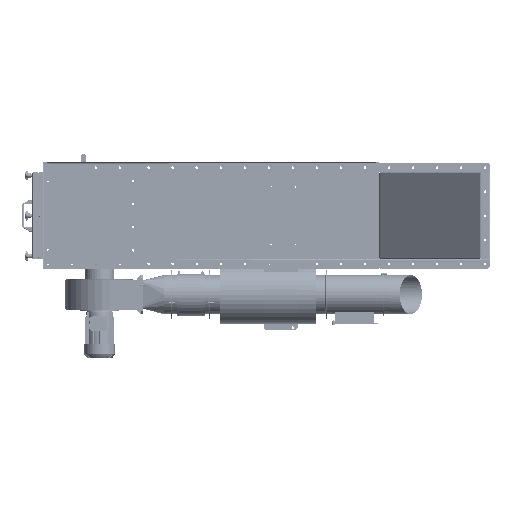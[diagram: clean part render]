
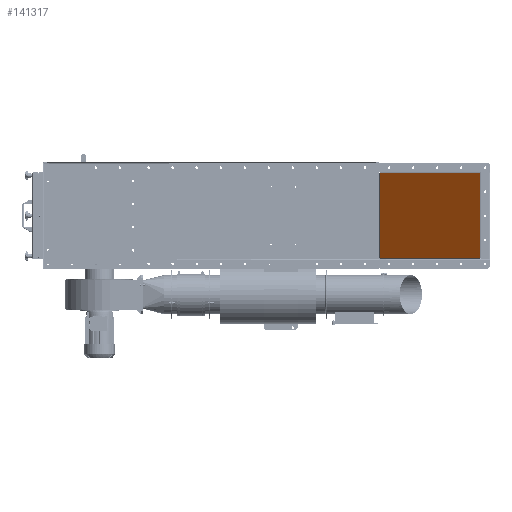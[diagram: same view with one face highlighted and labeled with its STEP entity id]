
A CAD part, front view. The second image highlights one B-rep face of the part: STEP entity #141317.
In plain terms, the highlighted face is planar.
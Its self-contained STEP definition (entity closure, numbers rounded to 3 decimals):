
#2845 = CARTESIAN_POINT ( 'NONE',  ( -220.6, 518.709, 1.304 ) ) ;
#6234 = VERTEX_POINT ( 'NONE', #54295 ) ;
#12258 = DIRECTION ( 'NONE',  ( 0., -0.71, -0.704 ) ) ;
#13150 = CARTESIAN_POINT ( 'NONE',  ( -220.6, 518.709, 1.304 ) ) ;
#16222 = CARTESIAN_POINT ( 'NONE',  ( -220.6, 1.274, 523.714 ) ) ;
#17066 = CARTESIAN_POINT ( 'NONE',  ( 220.6, 0., 525. ) ) ;
#21167 = VERTEX_POINT ( 'NONE', #111832 ) ;
#22703 = LINE ( 'NONE', #33939, #127373 ) ;
#24189 = CARTESIAN_POINT ( 'NONE',  ( 220.6, 517.301, 2.725 ) ) ;
#25365 = VERTEX_POINT ( 'NONE', #2845 ) ;
#27928 = EDGE_CURVE ( 'NONE', #6234, #21167, #118650, .T. ) ;
#30635 = EDGE_LOOP ( 'NONE', ( #50388, #137098, #73474, #45502, #130495, #48700 ) ) ;
#32863 = EDGE_CURVE ( 'NONE', #6234, #99805, #84721, .T. ) ;
#33939 = CARTESIAN_POINT ( 'NONE',  ( -220.6, 0., 525. ) ) ;
#35406 = PLANE ( 'NONE',  #70074 ) ;
#43684 = LINE ( 'NONE', #53440, #49310 ) ;
#45502 = ORIENTED_EDGE ( 'NONE', *, *, #88663, .T. ) ;
#48247 = DIRECTION ( 'NONE',  ( 1., 0., 0. ) ) ;
#48700 = ORIENTED_EDGE ( 'NONE', *, *, #130520, .F. ) ;
#49310 = VECTOR ( 'NONE', #78049, 1000. ) ;
#49969 = DIRECTION ( 'NONE',  ( 0., 0.704, -0.71 ) ) ;
#50388 = ORIENTED_EDGE ( 'NONE', *, *, #126551, .F. ) ;
#53440 = CARTESIAN_POINT ( 'NONE',  ( 220.6, 0., 525. ) ) ;
#54295 = CARTESIAN_POINT ( 'NONE',  ( -220.6, 1.274, 523.714 ) ) ;
#55861 = VECTOR ( 'NONE', #130337, 1000. ) ;
#57101 = DIRECTION ( 'NONE',  ( 0., 0.704, -0.71 ) ) ;
#58014 = LINE ( 'NONE', #13150, #115807 ) ;
#67573 = CARTESIAN_POINT ( 'NONE',  ( -220.6, 517.301, 2.725 ) ) ;
#69528 = CARTESIAN_POINT ( 'NONE',  ( 220.6, 518.709, 1.304 ) ) ;
#70074 = AXIS2_PLACEMENT_3D ( 'NONE', #125158, #12258, #137844 ) ;
#73474 = ORIENTED_EDGE ( 'NONE', *, *, #32863, .T. ) ;
#76766 = VECTOR ( 'NONE', #49969, 1000. ) ;
#78049 = DIRECTION ( 'NONE',  ( 0., 0.704, -0.71 ) ) ;
#83501 = DIRECTION ( 'NONE',  ( 1., 0., 0. ) ) ;
#84721 = LINE ( 'NONE', #92935, #55861 ) ;
#88663 = EDGE_CURVE ( 'NONE', #99805, #25365, #22703, .T. ) ;
#92935 = CARTESIAN_POINT ( 'NONE',  ( -220.6, 0., 525. ) ) ;
#97687 = VECTOR ( 'NONE', #83501, 1000. ) ;
#99805 = VERTEX_POINT ( 'NONE', #67573 ) ;
#101257 = EDGE_CURVE ( 'NONE', #25365, #147481, #58014, .T. ) ;
#111832 = CARTESIAN_POINT ( 'NONE',  ( 220.6, 1.274, 523.714 ) ) ;
#114665 = FACE_OUTER_BOUND ( 'NONE', #30635, .T. ) ;
#115807 = VECTOR ( 'NONE', #48247, 1000. ) ;
#118650 = LINE ( 'NONE', #16222, #97687 ) ;
#125158 = CARTESIAN_POINT ( 'NONE',  ( -220.6, 0., 525. ) ) ;
#126551 = EDGE_CURVE ( 'NONE', #21167, #137996, #43684, .T. ) ;
#127373 = VECTOR ( 'NONE', #57101, 1000. ) ;
#130337 = DIRECTION ( 'NONE',  ( 0., 0.704, -0.71 ) ) ;
#130495 = ORIENTED_EDGE ( 'NONE', *, *, #101257, .T. ) ;
#130520 = EDGE_CURVE ( 'NONE', #137996, #147481, #130725, .T. ) ;
#130725 = LINE ( 'NONE', #17066, #76766 ) ;
#137098 = ORIENTED_EDGE ( 'NONE', *, *, #27928, .F. ) ;
#137844 = DIRECTION ( 'NONE',  ( 0., 0.704, -0.71 ) ) ;
#137996 = VERTEX_POINT ( 'NONE', #24189 ) ;
#141317 = ADVANCED_FACE ( 'NONE', ( #114665 ), #35406, .T. ) ;
#147481 = VERTEX_POINT ( 'NONE', #69528 ) ;
